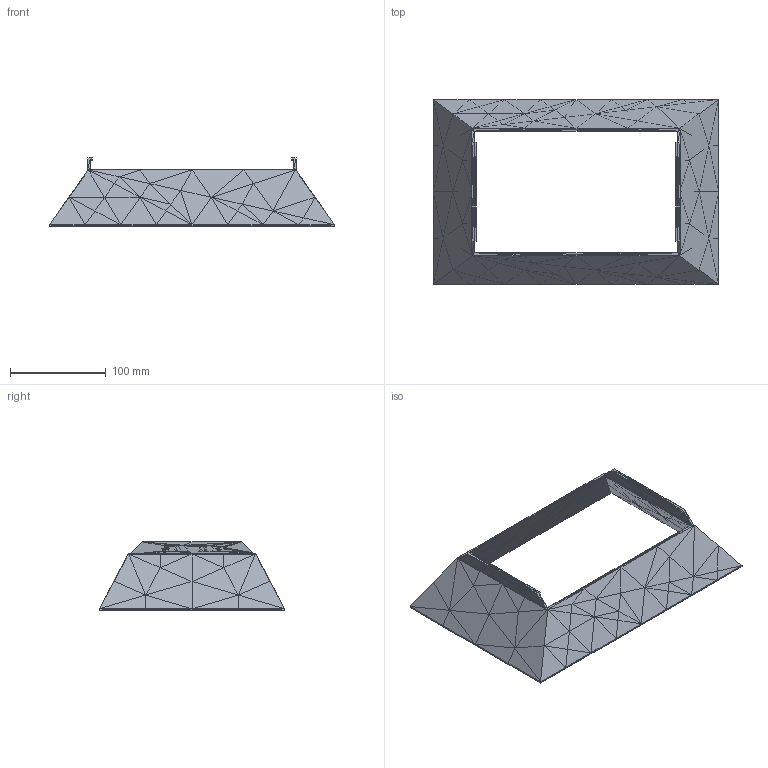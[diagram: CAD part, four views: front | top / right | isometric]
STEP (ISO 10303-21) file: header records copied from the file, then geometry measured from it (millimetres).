
FILE_DESCRIPTION(/* description */ (''),/* implementation_level */ '2;1');
FILE_NAME(/* name */ 'NPK7V3 - Light Shade.step',/* time_stamp */ '2025-07-06T14:31:37-04:00',/* author */ (''),/* organization */ (''),/* preprocessor_version */ 'ST-DEVELOPER v20.1',/* originating_system */ 'Autodesk Translation Framework v14.10.0.0',/* authorisation */ '');
FILE_SCHEMA (('AUTOMOTIVE_DESIGN { 1 0 10303 214 3 1 1 }'));
Length unit declared in the file: millimetre
Products named in the file (1): (Unsaved)
Bounding box: 297 x 192.6 x 71 mm (x, y, z)
Surface area: 124940.4 mm2 (no closed solid volume)
Topology: 0 solids, 1 shells, 1148 faces, 1842 edges, 670 vertices
Faces by surface type: plane 1148
Entity records: 25072 total; most frequent: DIRECTION 4317, ORIENTED_EDGE 4038, CARTESIAN_POINT 4019, LINE 2019, VECTOR 2019, EDGE_CURVE 2019, EDGE_LOOP 1154, AXIS2_PLACEMENT_3D 1149
